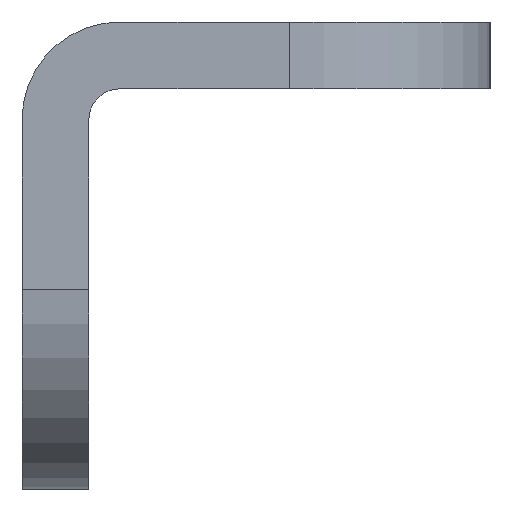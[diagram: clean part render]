
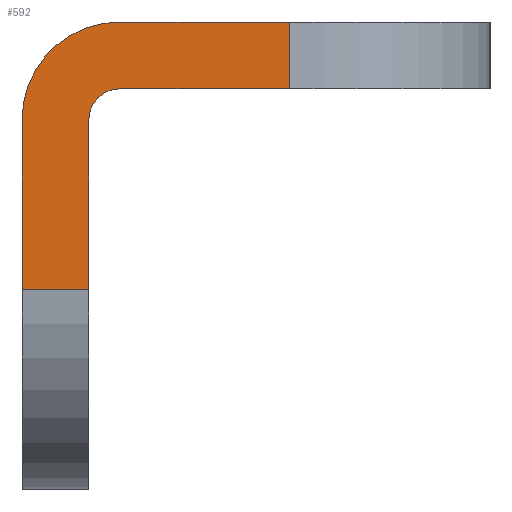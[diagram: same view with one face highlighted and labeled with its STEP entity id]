
A CAD part, left-side view. The second image highlights one B-rep face of the part: STEP entity #592.
In plain terms, the highlighted planar face has unit normal (-1, 0, 0).
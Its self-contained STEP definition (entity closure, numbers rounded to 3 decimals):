
#94=FACE_OUTER_BOUND('',#126,.T.);
#126=EDGE_LOOP('',(#447,#448,#449,#450,#451,#452,#453,#454));
#213=CIRCLE('',#629,0.74);
#214=CIRCLE('',#630,2.34);
#265=LINE('',#912,#289);
#266=LINE('',#914,#290);
#267=LINE('',#918,#291);
#268=LINE('',#920,#292);
#269=LINE('',#922,#293);
#270=LINE('',#925,#294);
#289=VECTOR('',#721,1.6);
#290=VECTOR('',#722,4.06);
#291=VECTOR('',#725,4.06);
#292=VECTOR('',#726,1.6);
#293=VECTOR('',#727,4.06);
#294=VECTOR('',#730,4.06);
#315=VERTEX_POINT('',#910);
#316=VERTEX_POINT('',#911);
#317=VERTEX_POINT('',#913);
#318=VERTEX_POINT('',#915);
#319=VERTEX_POINT('',#917);
#320=VERTEX_POINT('',#919);
#321=VERTEX_POINT('',#921);
#322=VERTEX_POINT('',#923);
#375=EDGE_CURVE('',#315,#316,#265,.T.);
#376=EDGE_CURVE('',#317,#316,#266,.T.);
#377=EDGE_CURVE('',#317,#318,#213,.T.);
#378=EDGE_CURVE('',#319,#318,#267,.T.);
#379=EDGE_CURVE('',#319,#320,#268,.T.);
#380=EDGE_CURVE('',#321,#320,#269,.T.);
#381=EDGE_CURVE('',#321,#322,#214,.T.);
#382=EDGE_CURVE('',#315,#322,#270,.T.);
#447=ORIENTED_EDGE('',*,*,#375,.T.);
#448=ORIENTED_EDGE('',*,*,#376,.F.);
#449=ORIENTED_EDGE('',*,*,#377,.T.);
#450=ORIENTED_EDGE('',*,*,#378,.F.);
#451=ORIENTED_EDGE('',*,*,#379,.T.);
#452=ORIENTED_EDGE('',*,*,#380,.F.);
#453=ORIENTED_EDGE('',*,*,#381,.T.);
#454=ORIENTED_EDGE('',*,*,#382,.F.);
#584=PLANE('',#628);
#592=ADVANCED_FACE('',(#94),#584,.F.);
#628=AXIS2_PLACEMENT_3D('',#909,#719,#720);
#629=AXIS2_PLACEMENT_3D('',#916,#723,#724);
#630=AXIS2_PLACEMENT_3D('',#924,#728,#729);
#719=DIRECTION('center_axis',(1.,0.,0.));
#720=DIRECTION('ref_axis',(0.,0.,-1.));
#721=DIRECTION('',(0.,-1.,0.));
#722=DIRECTION('',(0.,0.,-1.));
#723=DIRECTION('center_axis',(1.,0.,0.));
#724=DIRECTION('ref_axis',(0.,1.,0.));
#725=DIRECTION('',(0.,1.,0.));
#726=DIRECTION('',(0.,0.,1.));
#727=DIRECTION('',(0.,-1.,0.));
#728=DIRECTION('center_axis',(-1.,0.,0.));
#729=DIRECTION('ref_axis',(0.,0.,1.));
#730=DIRECTION('',(0.,0.,1.));
#909=CARTESIAN_POINT('Origin',(-72.,0.,0.));
#910=CARTESIAN_POINT('',(-72.,0.,-6.4));
#911=CARTESIAN_POINT('',(-72.,-1.6,-6.4));
#912=CARTESIAN_POINT('',(-72.,0.,-6.4));
#913=CARTESIAN_POINT('',(-72.,-1.6,-2.34));
#914=CARTESIAN_POINT('',(-72.,-1.6,-2.34));
#915=CARTESIAN_POINT('',(-72.,-2.34,-1.6));
#916=CARTESIAN_POINT('Origin',(-72.,-2.34,-2.34));
#917=CARTESIAN_POINT('',(-72.,-6.4,-1.6));
#918=CARTESIAN_POINT('',(-72.,-6.4,-1.6));
#919=CARTESIAN_POINT('',(-72.,-6.4,0.));
#920=CARTESIAN_POINT('',(-72.,-6.4,-1.6));
#921=CARTESIAN_POINT('',(-72.,-2.34,0.));
#922=CARTESIAN_POINT('',(-72.,-2.34,0.));
#923=CARTESIAN_POINT('',(-72.,0.,-2.34));
#924=CARTESIAN_POINT('Origin',(-72.,-2.34,-2.34));
#925=CARTESIAN_POINT('',(-72.,0.,-6.4));
